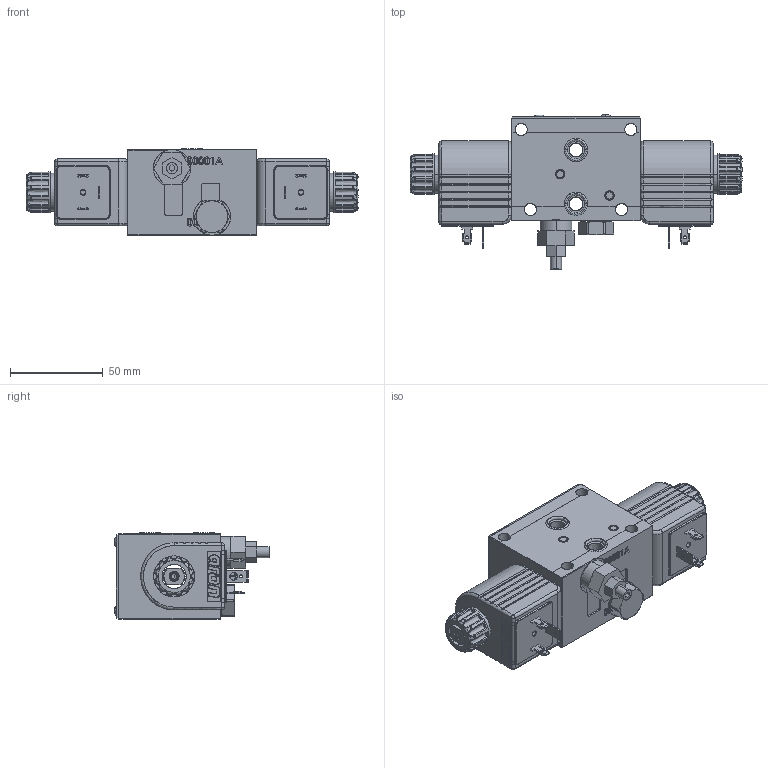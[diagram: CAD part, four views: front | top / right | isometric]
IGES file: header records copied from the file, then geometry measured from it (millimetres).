
Start section: SolidWorks IGES file using analytic representation for surfaces
Global section: file name: CDCM3OE-----BY2.igs; native system: SolidWorks 2012; preprocessor: SolidWorks 2012; author: serviziopdm; date: 131010.085347; units: millimetre
Bounding box: 178.5 x 82.8 x 46.43 mm (x, y, z)
Surface area: 48309.7 mm2 (no closed solid volume)
Topology: 0 solids, 0 shells, 1241 faces, 14931 edges, 14923 vertices
Faces by surface type: bspline 753, revolution 488
